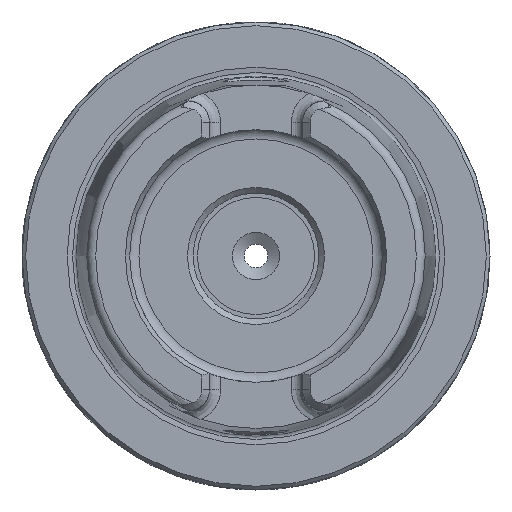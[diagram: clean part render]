
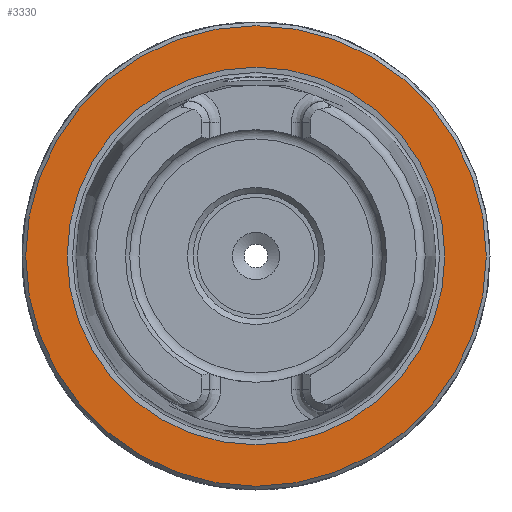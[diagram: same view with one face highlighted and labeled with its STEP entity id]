
A CAD part, left-side view. The second image highlights one B-rep face of the part: STEP entity #3330.
In plain terms, the highlighted planar face has unit normal (-1, 0, 0).
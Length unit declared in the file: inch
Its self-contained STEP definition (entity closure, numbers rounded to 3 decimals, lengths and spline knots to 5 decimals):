
#3296=CARTESIAN_POINT('',(0.0,31.,0.));
#3297=VERTEX_POINT('',#3296);
#3298=CARTESIAN_POINT('',(0.0,0.0,0.0));
#3299=DIRECTION('',(1.0,0.0,0.0));
#3300=DIRECTION('',(0.0,-1.0,0.0));
#3301=AXIS2_PLACEMENT_3D('',#3298,#3299,#3300);
#3302=CIRCLE('',#3301,31.);
#3303=EDGE_CURVE('',#3297,#3297,#3302,.T.);
#3311=CARTESIAN_POINT('',(0.0,15.75,0.0));
#3312=DIRECTION('',(-1.0,0.0,0.0));
#3313=DIRECTION('',(0.0,0.0,1.0));
#3314=AXIS2_PLACEMENT_3D('',#3311,#3312,#3313);
#3315=PLANE('',#3314);
#3316=ORIENTED_EDGE('',*,*,#3303,.F.);
#3317=EDGE_LOOP('',(#3316));
#3318=FACE_OUTER_BOUND('',#3317,.T.);
#3319=CARTESIAN_POINT('',(0.0,25.42043,0.0));
#3320=VERTEX_POINT('',#3319);
#3321=CARTESIAN_POINT('',(0.0,0.0,0.0));
#3322=DIRECTION('',(1.0,0.0,0.0));
#3323=DIRECTION('',(0.0,1.0,0.0));
#3324=AXIS2_PLACEMENT_3D('',#3321,#3322,#3323);
#3325=CIRCLE('',#3324,25.42043);
#3326=EDGE_CURVE('',#3320,#3320,#3325,.T.);
#3327=ORIENTED_EDGE('',*,*,#3326,.T.);
#3328=EDGE_LOOP('',(#3327));
#3329=FACE_BOUND('',#3328,.T.);
#3330=ADVANCED_FACE('',(#3318,#3329),#3315,.T.);
